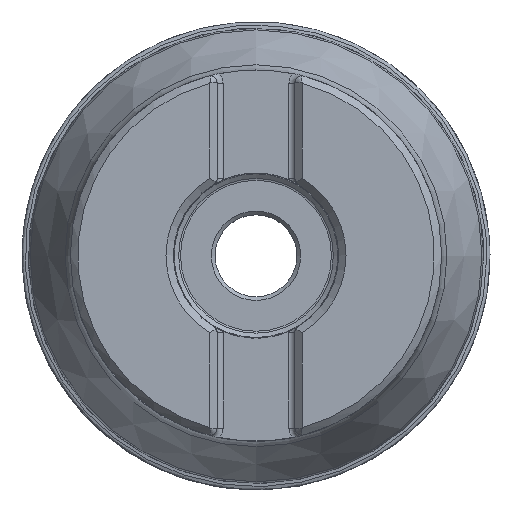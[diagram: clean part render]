
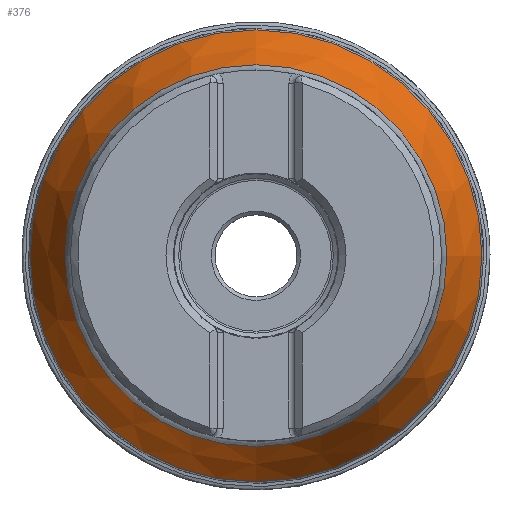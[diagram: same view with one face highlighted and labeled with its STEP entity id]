
A CAD part, top view. The second image highlights one B-rep face of the part: STEP entity #376.
In plain terms, the highlighted conical face has half-angle 25 degrees and reference radius 24.95 mm.
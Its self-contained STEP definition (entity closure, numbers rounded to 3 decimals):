
#165=FACE_BOUND('',#542,.T.);
#166=FACE_BOUND('',#543,.T.);
#376=ADVANCED_FACE('',(#165,#166),#470,.T.);
#470=CONICAL_SURFACE('',#1461,24.95,25.);
#542=EDGE_LOOP('',(#792));
#543=EDGE_LOOP('',(#793));
#692=CIRCLE('',#1459,30.359);
#693=CIRCLE('',#1460,25.653);
#792=ORIENTED_EDGE('',*,*,#1250,.T.);
#793=ORIENTED_EDGE('',*,*,#1251,.T.);
#1126=VERTEX_POINT('',#2137);
#1127=VERTEX_POINT('',#2139);
#1250=EDGE_CURVE('',#1126,#1126,#692,.T.);
#1251=EDGE_CURVE('',#1127,#1127,#693,.T.);
#1459=AXIS2_PLACEMENT_3D('',#2136,#1655,#1656);
#1460=AXIS2_PLACEMENT_3D('',#2138,#1657,#1658);
#1461=AXIS2_PLACEMENT_3D('',#2140,#1659,#1660);
#1655=DIRECTION('',(0.,0.,1.));
#1656=DIRECTION('',(-1.,0.,0.));
#1657=DIRECTION('',(0.,0.,-1.));
#1658=DIRECTION('',(-1.,0.,0.));
#1659=DIRECTION('',(0.,0.,-1.));
#1660=DIRECTION('',(-1.,0.,0.));
#2136=CARTESIAN_POINT('',(0.,0.,-28.373));
#2137=CARTESIAN_POINT('',(-30.359,0.,-28.373));
#2138=CARTESIAN_POINT('',(0.,0.,-18.281));
#2139=CARTESIAN_POINT('',(-25.653,0.,-18.281));
#2140=CARTESIAN_POINT('',(0.,0.,-16.774));
